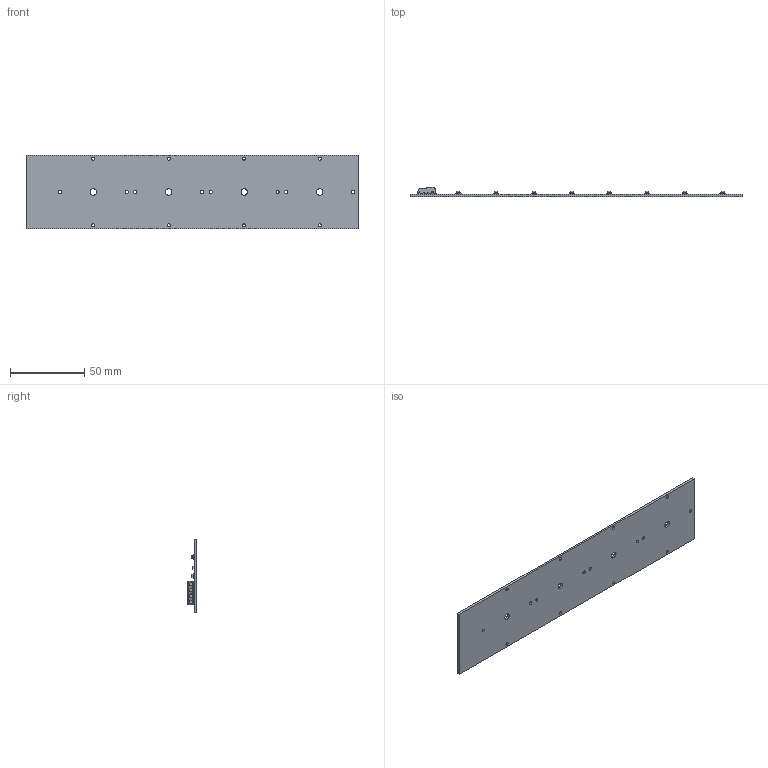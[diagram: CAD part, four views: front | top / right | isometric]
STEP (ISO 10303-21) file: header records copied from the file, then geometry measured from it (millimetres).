
FILE_DESCRIPTION (( 'STEP AP214' ), '1' );
FILE_NAME ('WU-M-541-16.STEP', '2016-06-28T12:36:08', ( 'Admin' ), ( 'Microsoft' ), 'SwSTEP 2.0', 'SolidWorks 2016', '' );
FILE_SCHEMA (( 'AUTOMOTIVE_DESIGN' ));
Length unit declared in the file: millimetre
Products named in the file (7): 2060-452; Nichia NVSL219A; R0603; SubSMA; C0603K; PCB-Base WU-M-541-16; WU-M-541-16
Assembly tree (26 placements, depth 2):
  WU-M-541-16
    PCB-Base WU-M-541-16
    C0603K  x4
    SubSMA
    R0603  x2
    Nichia NVSL219A  x16
    2060-452  x2
Bounding box: 223.5 x 6.1 x 49.5 mm (x, y, z)
Volume: 18297.5 mm3; surface area: 24841.8 mm2
Topology: 26 solids, 26 shells, 3391 faces, 8816 edges, 5852 vertices
Faces by surface type: plane 2349, cylinder 560, bspline 414, sphere 36, cone 32
Entity records: 67937 total; most frequent: CARTESIAN_POINT 19131, ORIENTED_EDGE 7592, DIRECTION 6223, EDGE_CURVE 3796, LINE 2921, VECTOR 2921, VERTEX_POINT 2519, AXIS2_PLACEMENT_3D 1651
